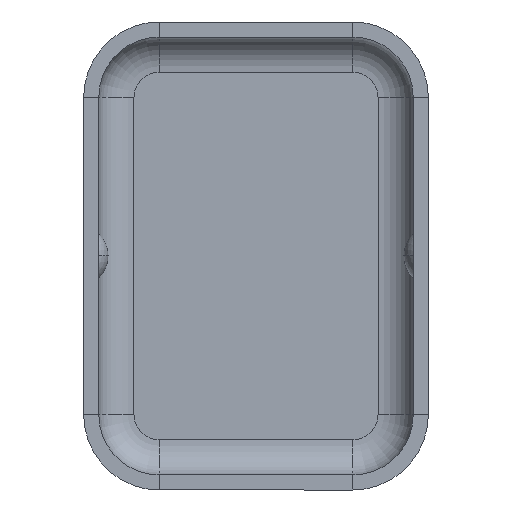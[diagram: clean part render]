
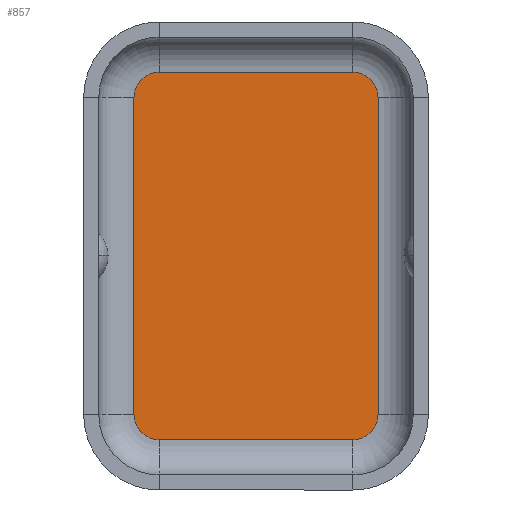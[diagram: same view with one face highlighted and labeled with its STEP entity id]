
A CAD part, front view. The second image highlights one B-rep face of the part: STEP entity #857.
In plain terms, the highlighted planar face has unit normal (0, -1, 0).
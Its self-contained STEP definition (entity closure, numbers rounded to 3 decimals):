
#42 = CARTESIAN_POINT ( 'NONE',  ( -1.925, -0.3, -3.15 ) ) ;
#72 = CARTESIAN_POINT ( 'NONE',  ( -2.425, -0.3, -3.15 ) ) ;
#78 = CARTESIAN_POINT ( 'NONE',  ( 1.925, -0.3, -3.65 ) ) ;
#88 = CIRCLE ( 'NONE', #237, 0.5 ) ;
#93 = EDGE_CURVE ( 'NONE', #1112, #1140, #452, .T. ) ;
#124 = ORIENTED_EDGE ( 'NONE', *, *, #953, .F. ) ;
#139 = DIRECTION ( 'NONE',  ( 0., 1., 0. ) ) ;
#146 = AXIS2_PLACEMENT_3D ( 'NONE', #991, #139, #687 ) ;
#183 = ORIENTED_EDGE ( 'NONE', *, *, #93, .F. ) ;
#199 = VERTEX_POINT ( 'NONE', #1227 ) ;
#206 = DIRECTION ( 'NONE',  ( 0., -1., 0. ) ) ;
#210 = CARTESIAN_POINT ( 'NONE',  ( 1.925, -0.3, 3.65 ) ) ;
#213 = CARTESIAN_POINT ( 'NONE',  ( -1.925, -0.3, 3.65 ) ) ;
#214 = CARTESIAN_POINT ( 'NONE',  ( 2.425, -0.3, 3.15 ) ) ;
#220 = VERTEX_POINT ( 'NONE', #585 ) ;
#237 = AXIS2_PLACEMENT_3D ( 'NONE', #1233, #282, #393 ) ;
#251 = FACE_OUTER_BOUND ( 'NONE', #978, .T. ) ;
#265 = EDGE_CURVE ( 'NONE', #484, #475, #88, .T. ) ;
#282 = DIRECTION ( 'NONE',  ( 0., 1., 0. ) ) ;
#285 = EDGE_CURVE ( 'NONE', #802, #1177, #940, .T. ) ;
#320 = PLANE ( 'NONE',  #1193 ) ;
#352 = CARTESIAN_POINT ( 'NONE',  ( 1.925, -0.3, -3.65 ) ) ;
#387 = DIRECTION ( 'NONE',  ( -1., 0., 0. ) ) ;
#393 = DIRECTION ( 'NONE',  ( 0., 0., 1. ) ) ;
#403 = CARTESIAN_POINT ( 'NONE',  ( -2.425, -0.3, 3.15 ) ) ;
#416 = DIRECTION ( 'NONE',  ( 0., 0., 1. ) ) ;
#421 = ORIENTED_EDGE ( 'NONE', *, *, #1017, .F. ) ;
#439 = VECTOR ( 'NONE', #1294, 1000. ) ;
#452 = CIRCLE ( 'NONE', #146, 0.5 ) ;
#475 = VERTEX_POINT ( 'NONE', #214 ) ;
#484 = VERTEX_POINT ( 'NONE', #210 ) ;
#524 = CARTESIAN_POINT ( 'NONE',  ( -1.925, -0.3, -3.15 ) ) ;
#557 = CARTESIAN_POINT ( 'NONE',  ( 2.425, -0.3, -3.15 ) ) ;
#581 = DIRECTION ( 'NONE',  ( 0., 0., -1. ) ) ;
#585 = CARTESIAN_POINT ( 'NONE',  ( -1.925, -0.3, -3.65 ) ) ;
#641 = DIRECTION ( 'NONE',  ( -1., 0., 0. ) ) ;
#650 = ORIENTED_EDGE ( 'NONE', *, *, #1235, .F. ) ;
#687 = DIRECTION ( 'NONE',  ( 1., 0., 0. ) ) ;
#694 = VECTOR ( 'NONE', #416, 1000. ) ;
#734 = ORIENTED_EDGE ( 'NONE', *, *, #265, .F. ) ;
#768 = EDGE_CURVE ( 'NONE', #475, #1112, #1244, .T. ) ;
#802 = VERTEX_POINT ( 'NONE', #403 ) ;
#806 = CARTESIAN_POINT ( 'NONE',  ( -1.925, -0.3, 3.15 ) ) ;
#812 = EDGE_CURVE ( 'NONE', #199, #802, #1075, .T. ) ;
#816 = DIRECTION ( 'NONE',  ( 0., 0., -1. ) ) ;
#833 = ORIENTED_EDGE ( 'NONE', *, *, #768, .F. ) ;
#857 = ADVANCED_FACE ( 'NONE', ( #251 ), #320, .T. ) ;
#903 = LINE ( 'NONE', #78, #1042 ) ;
#916 = DIRECTION ( 'NONE',  ( 0., 1., 0. ) ) ;
#940 = CIRCLE ( 'NONE', #1059, 0.5 ) ;
#947 = AXIS2_PLACEMENT_3D ( 'NONE', #42, #1107, #581 ) ;
#953 = EDGE_CURVE ( 'NONE', #1140, #220, #903, .T. ) ;
#978 = EDGE_LOOP ( 'NONE', ( #734, #421, #1085, #1071, #650, #124, #183, #833 ) ) ;
#989 = CARTESIAN_POINT ( 'NONE',  ( -1.925, -0.3, 3.65 ) ) ;
#991 = CARTESIAN_POINT ( 'NONE',  ( 1.925, -0.3, -3.15 ) ) ;
#1017 = EDGE_CURVE ( 'NONE', #1177, #484, #1398, .T. ) ;
#1042 = VECTOR ( 'NONE', #641, 1000. ) ;
#1059 = AXIS2_PLACEMENT_3D ( 'NONE', #806, #916, #387 ) ;
#1071 = ORIENTED_EDGE ( 'NONE', *, *, #812, .F. ) ;
#1075 = LINE ( 'NONE', #72, #694 ) ;
#1085 = ORIENTED_EDGE ( 'NONE', *, *, #285, .F. ) ;
#1106 = CIRCLE ( 'NONE', #947, 0.5 ) ;
#1107 = DIRECTION ( 'NONE',  ( 0., 1., 0. ) ) ;
#1112 = VERTEX_POINT ( 'NONE', #557 ) ;
#1140 = VERTEX_POINT ( 'NONE', #352 ) ;
#1163 = DIRECTION ( 'NONE',  ( 0., 0., -1. ) ) ;
#1177 = VERTEX_POINT ( 'NONE', #989 ) ;
#1193 = AXIS2_PLACEMENT_3D ( 'NONE', #524, #206, #1163 ) ;
#1225 = VECTOR ( 'NONE', #816, 1000. ) ;
#1227 = CARTESIAN_POINT ( 'NONE',  ( -2.425, -0.3, -3.15 ) ) ;
#1233 = CARTESIAN_POINT ( 'NONE',  ( 1.925, -0.3, 3.15 ) ) ;
#1235 = EDGE_CURVE ( 'NONE', #220, #199, #1106, .T. ) ;
#1244 = LINE ( 'NONE', #1347, #1225 ) ;
#1294 = DIRECTION ( 'NONE',  ( 1., 0., 0. ) ) ;
#1347 = CARTESIAN_POINT ( 'NONE',  ( 2.425, -0.3, 3.15 ) ) ;
#1398 = LINE ( 'NONE', #213, #439 ) ;
